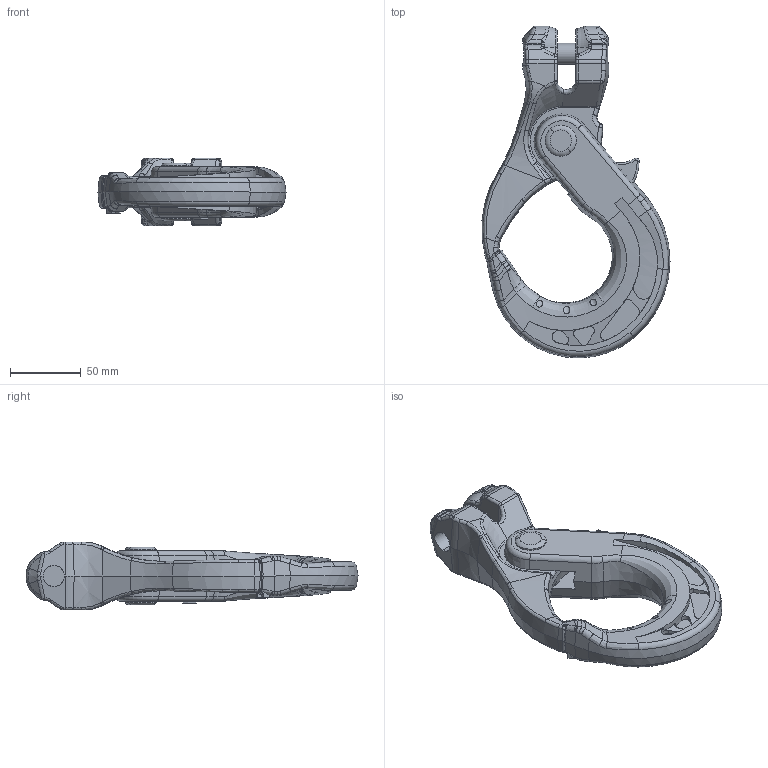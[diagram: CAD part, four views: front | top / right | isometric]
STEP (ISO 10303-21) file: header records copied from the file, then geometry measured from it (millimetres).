
FILE_DESCRIPTION((''),'2;1');
FILE_NAME('VAGHS_13_ASM','2011-05-12T',('BuxM'),(''),'PRO/ENGINEER BY PARAMETRIC TECHNOLOGY CORPORATION, 2010140','PRO/ENGINEER BY PARAMETRIC TECHNOLOGY CORPORATION, 2010140','');
FILE_SCHEMA(('CONFIG_CONTROL_DESIGN'));
Length unit declared in the file: millimetre
Products named in the file (3): VAGHS_13_OBEN; VAGHS_13_UNTEN; VAGHS_13_ASM
Assembly tree (2 placements, depth 2):
  VAGHS_13_ASM
    VAGHS_13_OBEN
    VAGHS_13_UNTEN
Bounding box: 133.16 x 235.14 x 48 mm (x, y, z)
Volume: 393503.8 mm3; surface area: 71882.4 mm2
Topology: 2 solids, 2 shells, 849 faces, 2175 edges, 1352 vertices
Faces by surface type: plane 372, cylinder 189, bspline 185, torus 57, cone 34, sphere 12
Entity records: 35288 total; most frequent: CARTESIAN_POINT 16963, ORIENTED_EDGE 4350, DIRECTION 3036, EDGE_CURVE 2175, VERTEX_POINT 1352, AXIS2_PLACEMENT_3D 1155, B_SPLINE_CURVE_WITH_KNOTS 963, EDGE_LOOP 873
